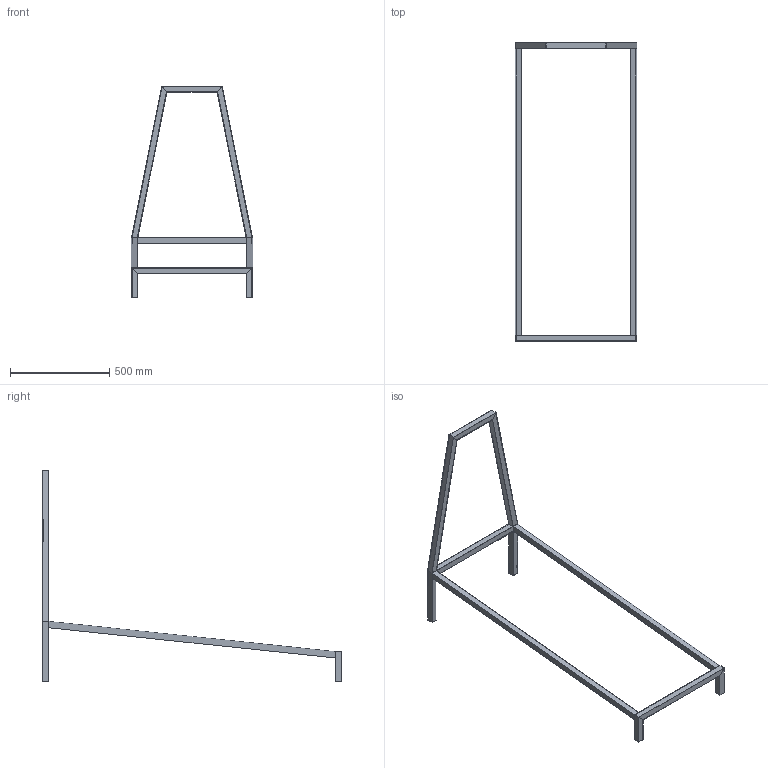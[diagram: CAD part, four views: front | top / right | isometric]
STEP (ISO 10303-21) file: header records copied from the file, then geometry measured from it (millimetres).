
FILE_DESCRIPTION(('FreeCAD Model'),'2;1');
FILE_NAME('RollCage.step','2015-12-22T00:01:26',('Donald R. Poole, Jr.'),( 'Poole Home Electronics & Automation Lab'), 'Open CASCADE STEP processor 6.8','FreeCAD','Unknown');
FILE_SCHEMA(('AUTOMOTIVE_DESIGN_CC2 { 1 2 10303 214 -1 1 5 4 }'));
Length unit declared in the file: millimetre
Products named in the file (2): ASSEMBLY; Fusion
Assembly tree (1 placements, depth 2):
  ASSEMBLY
    Fusion
Bounding box: 609.6 x 1504.95 x 1066.8 mm (x, y, z)
Volume: 2152336.5 mm3; surface area: 1557108.7 mm2
Topology: 3 solids, 3 shells, 122 faces, 284 edges, 172 vertices
Faces by surface type: plane 122
Entity records: 7017 total; most frequent: CARTESIAN_POINT 1220, DIRECTION 1028, LINE 780, VECTOR 780, ORIENTED_EDGE 568, PCURVE 568, DEFINITIONAL_REPRESENTATION 568, EDGE_CURVE 284
